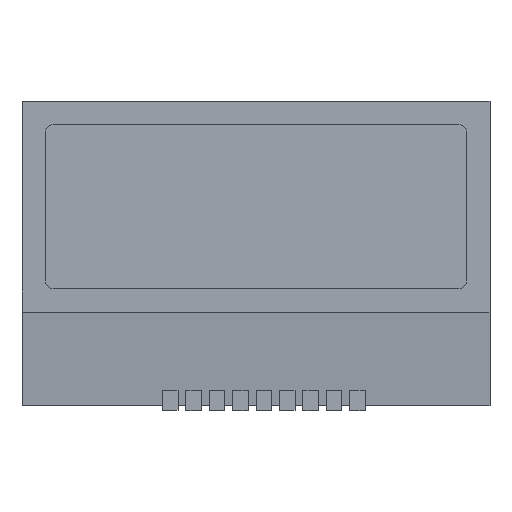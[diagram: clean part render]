
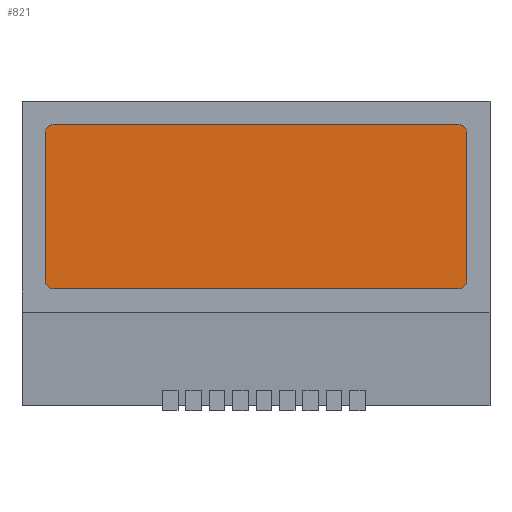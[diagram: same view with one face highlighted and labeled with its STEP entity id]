
A CAD part, top view. The second image highlights one B-rep face of the part: STEP entity #821.
In plain terms, the highlighted planar face has unit normal (0, 0, 1).
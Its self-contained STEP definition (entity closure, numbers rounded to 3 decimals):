
#68=CIRCLE('',#1043,0.5);
#70=CIRCLE('',#1047,0.5);
#72=CIRCLE('',#1051,0.5);
#74=CIRCLE('',#1055,0.5);
#145=FACE_OUTER_BOUND('',#190,.T.);
#190=EDGE_LOOP('',(#673,#674,#675,#676,#677,#678,#679,#680));
#251=LINE('',#1443,#342);
#255=LINE('',#1455,#346);
#259=LINE('',#1467,#350);
#263=LINE('',#1479,#354);
#342=VECTOR('',#1192,10.);
#346=VECTOR('',#1204,10.);
#350=VECTOR('',#1216,10.);
#354=VECTOR('',#1228,10.);
#418=VERTEX_POINT('',#1440);
#419=VERTEX_POINT('',#1442);
#421=VERTEX_POINT('',#1448);
#423=VERTEX_POINT('',#1454);
#425=VERTEX_POINT('',#1460);
#427=VERTEX_POINT('',#1466);
#429=VERTEX_POINT('',#1472);
#431=VERTEX_POINT('',#1478);
#499=EDGE_CURVE('',#419,#418,#251,.T.);
#502=EDGE_CURVE('',#421,#419,#68,.T.);
#505=EDGE_CURVE('',#423,#421,#255,.T.);
#508=EDGE_CURVE('',#425,#423,#70,.T.);
#511=EDGE_CURVE('',#427,#425,#259,.T.);
#514=EDGE_CURVE('',#429,#427,#72,.T.);
#517=EDGE_CURVE('',#431,#429,#263,.T.);
#520=EDGE_CURVE('',#418,#431,#74,.T.);
#673=ORIENTED_EDGE('',*,*,#520,.T.);
#674=ORIENTED_EDGE('',*,*,#517,.T.);
#675=ORIENTED_EDGE('',*,*,#514,.T.);
#676=ORIENTED_EDGE('',*,*,#511,.T.);
#677=ORIENTED_EDGE('',*,*,#508,.T.);
#678=ORIENTED_EDGE('',*,*,#505,.T.);
#679=ORIENTED_EDGE('',*,*,#502,.T.);
#680=ORIENTED_EDGE('',*,*,#499,.T.);
#776=PLANE('',#1056);
#821=ADVANCED_FACE('',(#145),#776,.T.);
#1043=AXIS2_PLACEMENT_3D('',#1449,#1198,#1199);
#1047=AXIS2_PLACEMENT_3D('',#1461,#1210,#1211);
#1051=AXIS2_PLACEMENT_3D('',#1473,#1222,#1223);
#1055=AXIS2_PLACEMENT_3D('',#1483,#1234,#1235);
#1056=AXIS2_PLACEMENT_3D('',#1484,#1236,#1237);
#1192=DIRECTION('',(0.,-1.,0.));
#1198=DIRECTION('center_axis',(0.,0.,1.));
#1199=DIRECTION('ref_axis',(0.,1.,0.));
#1204=DIRECTION('',(-1.,0.,0.));
#1210=DIRECTION('center_axis',(0.,0.,1.));
#1211=DIRECTION('ref_axis',(1.,0.,0.));
#1216=DIRECTION('',(0.,1.,0.));
#1222=DIRECTION('center_axis',(0.,0.,1.));
#1223=DIRECTION('ref_axis',(0.,-1.,0.));
#1228=DIRECTION('',(1.,0.,0.));
#1234=DIRECTION('center_axis',(0.,0.,1.));
#1235=DIRECTION('ref_axis',(-1.,0.,0.));
#1236=DIRECTION('center_axis',(0.,0.,1.));
#1237=DIRECTION('ref_axis',(1.,0.,0.));
#1440=CARTESIAN_POINT('',(0.,0.5,0.35));
#1442=CARTESIAN_POINT('',(0.,10.,0.35));
#1443=CARTESIAN_POINT('',(0.,10.,0.35));
#1448=CARTESIAN_POINT('',(0.5,10.5,0.35));
#1449=CARTESIAN_POINT('Origin',(0.5,10.,0.35));
#1454=CARTESIAN_POINT('',(26.5,10.5,0.35));
#1455=CARTESIAN_POINT('',(26.5,10.5,0.35));
#1460=CARTESIAN_POINT('',(27.,10.,0.35));
#1461=CARTESIAN_POINT('Origin',(26.5,10.,0.35));
#1466=CARTESIAN_POINT('',(27.,0.5,0.35));
#1467=CARTESIAN_POINT('',(27.,0.5,0.35));
#1472=CARTESIAN_POINT('',(26.5,0.,0.35));
#1473=CARTESIAN_POINT('Origin',(26.5,0.5,0.35));
#1478=CARTESIAN_POINT('',(0.5,0.,0.35));
#1479=CARTESIAN_POINT('',(0.5,0.,0.35));
#1483=CARTESIAN_POINT('Origin',(0.5,0.5,0.35));
#1484=CARTESIAN_POINT('Origin',(13.5,5.25,0.35));
